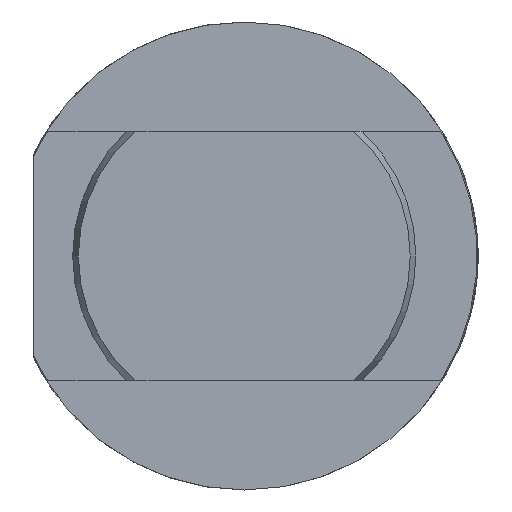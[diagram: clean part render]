
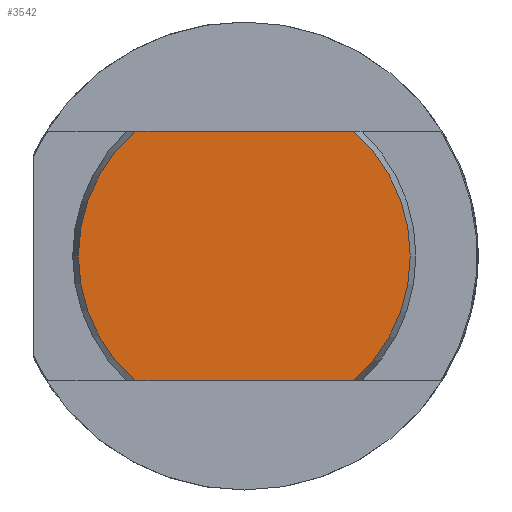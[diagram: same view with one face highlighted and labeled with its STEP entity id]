
A CAD part, left-side view. The second image highlights one B-rep face of the part: STEP entity #3542.
In plain terms, the highlighted planar face has unit normal (-1, 0, 0).
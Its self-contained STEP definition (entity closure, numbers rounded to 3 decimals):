
#329 = CARTESIAN_POINT ( 'NONE',  ( 0., 0., 0. ) ) ;
#330 = DIRECTION ( 'NONE',  ( -1., 0., 0. ) ) ;
#331 = DIRECTION ( 'NONE',  ( 0., 0., -1. ) ) ;
#364 = CARTESIAN_POINT ( 'NONE',  ( 0., 0., 0. ) ) ;
#382 = CARTESIAN_POINT ( 'NONE',  ( 0., 12.75, -8. ) ) ;
#384 = DIRECTION ( 'NONE',  ( 0., 1., 0. ) ) ;
#388 = DIRECTION ( 'NONE',  ( -1., 0., 0. ) ) ;
#390 = DIRECTION ( 'NONE',  ( 0., 0., -1. ) ) ;
#392 = CARTESIAN_POINT ( 'NONE',  ( 0., 12.75, 8. ) ) ;
#393 = DIRECTION ( 'NONE',  ( 0., -1., 0. ) ) ;
#898 = CARTESIAN_POINT ( 'NONE',  ( 0., 0., 0. ) ) ;
#900 = PLANE ( 'NONE',  #2502 ) ;
#904 = DIRECTION ( 'NONE',  ( 1., 0., 0. ) ) ;
#906 = DIRECTION ( 'NONE',  ( 0., 0., -1. ) ) ;
#1397 = VERTEX_POINT ( 'NONE', #2922 ) ;
#1398 = VERTEX_POINT ( 'NONE', #2920 ) ;
#1434 = VERTEX_POINT ( 'NONE', #3085 ) ;
#1450 = VERTEX_POINT ( 'NONE', #2861 ) ;
#1773 = ORIENTED_EDGE ( 'NONE', *, *, #2270, .F. ) ;
#1774 = ORIENTED_EDGE ( 'NONE', *, *, #2256, .T. ) ;
#1776 = ORIENTED_EDGE ( 'NONE', *, *, #2268, .F. ) ;
#1777 = ORIENTED_EDGE ( 'NONE', *, *, #2269, .T. ) ;
#2256 = EDGE_CURVE ( 'NONE', #1398, #1397, #2431, .T. ) ;
#2268 = EDGE_CURVE ( 'NONE', #1398, #1434, #3428, .T. ) ;
#2269 = EDGE_CURVE ( 'NONE', #1450, #1434, #3517, .T. ) ;
#2270 = EDGE_CURVE ( 'NONE', #1450, #1397, #3429, .T. ) ;
#2431 = CIRCLE ( 'NONE', #3368, 10.636 ) ;
#2502 = AXIS2_PLACEMENT_3D ( 'NONE', #898, #904, #906 ) ;
#2861 = CARTESIAN_POINT ( 'NONE',  ( 0., 7.009, 8. ) ) ;
#2920 = CARTESIAN_POINT ( 'NONE',  ( 0., -7.009, -8. ) ) ;
#2922 = CARTESIAN_POINT ( 'NONE',  ( 0., -7.009, 8. ) ) ;
#3085 = CARTESIAN_POINT ( 'NONE',  ( 0., 7.009, -8. ) ) ;
#3190 = EDGE_LOOP ( 'NONE', ( #1777, #1776, #1774, #1773 ) ) ;
#3368 = AXIS2_PLACEMENT_3D ( 'NONE', #329, #330, #331 ) ;
#3386 = AXIS2_PLACEMENT_3D ( 'NONE', #364, #388, #390 ) ;
#3427 = VECTOR ( 'NONE', #384, 1000. ) ;
#3428 = LINE ( 'NONE', #382, #3427 ) ;
#3429 = LINE ( 'NONE', #392, #3480 ) ;
#3480 = VECTOR ( 'NONE', #393, 1000. ) ;
#3517 = CIRCLE ( 'NONE', #3386, 10.636 ) ;
#3542 = ADVANCED_FACE ( 'NONE', ( #3702 ), #900, .F. ) ;
#3702 = FACE_OUTER_BOUND ( 'NONE', #3190, .T. ) ;
